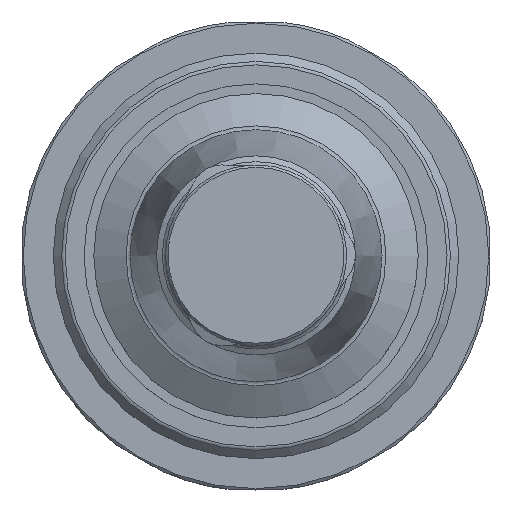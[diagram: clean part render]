
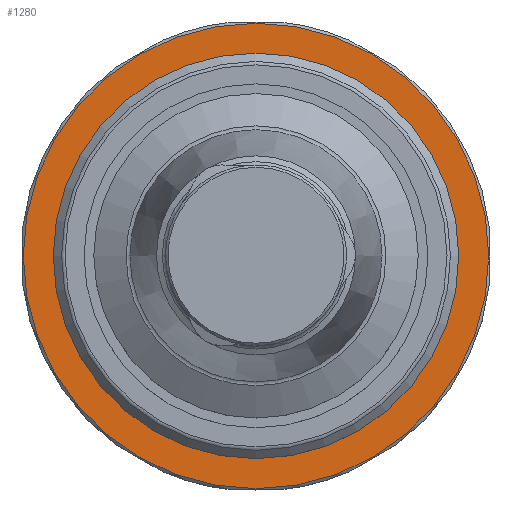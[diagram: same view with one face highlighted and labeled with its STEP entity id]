
A CAD part, top view. The second image highlights one B-rep face of the part: STEP entity #1280.
In plain terms, the highlighted planar face has unit normal (0, 0, 1).
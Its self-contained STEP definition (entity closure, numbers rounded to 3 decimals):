
#159=PLANE('',#1444);
#421=ORIENTED_EDGE('',*,*,#650,.T.);
#422=ORIENTED_EDGE('',*,*,#651,.F.);
#650=EDGE_CURVE('',#789,#789,#886,.T.);
#651=EDGE_CURVE('',#790,#790,#887,.T.);
#789=VERTEX_POINT('',#2242);
#790=VERTEX_POINT('',#2245);
#886=CIRCLE('',#1443,24.65);
#887=CIRCLE('',#1445,28.7);
#1010=EDGE_LOOP('',(#421));
#1011=EDGE_LOOP('',(#422));
#1145=FACE_BOUND('',#1010,.T.);
#1146=FACE_BOUND('',#1011,.T.);
#1280=ADVANCED_FACE('',(#1145,#1146),#159,.F.);
#1443=AXIS2_PLACEMENT_3D('',#2241,#1767,#1768);
#1444=AXIS2_PLACEMENT_3D('',#2243,#1769,#1770);
#1445=AXIS2_PLACEMENT_3D('',#2244,#1771,#1772);
#1767=DIRECTION('',(0.,0.,-1.));
#1768=DIRECTION('',(-1.,0.,0.));
#1769=DIRECTION('',(0.,0.,-1.));
#1770=DIRECTION('',(-1.,0.,0.));
#1771=DIRECTION('',(0.,0.,-1.));
#1772=DIRECTION('',(-1.,0.,0.));
#2241=CARTESIAN_POINT('',(0.,0.,-1.));
#2242=CARTESIAN_POINT('',(-24.65,0.,-1.));
#2243=CARTESIAN_POINT('',(-24.65,0.,-1.));
#2244=CARTESIAN_POINT('',(0.,0.,-1.));
#2245=CARTESIAN_POINT('',(-28.7,0.,-1.));
